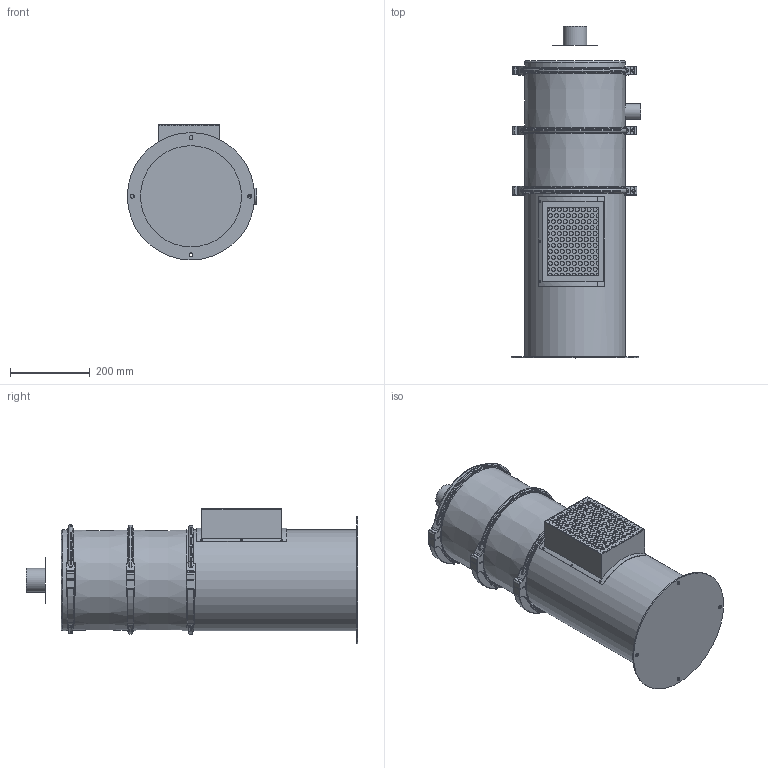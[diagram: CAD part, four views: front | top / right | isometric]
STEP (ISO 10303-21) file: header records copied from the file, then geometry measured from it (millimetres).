
FILE_DESCRIPTION(/* description */ (''),/* implementation_level */ '2;1');
FILE_NAME(/* name */ '3.stp',/* time_stamp */ '2023-01-04T08:19:25+01:00',/* author */ ('enginyeria2'),/* organization */ (''),/* preprocessor_version */ 'ST-DEVELOPER v17',/* originating_system */ 'Autodesk Inventor 2019',/* authorisation */ '');
FILE_SCHEMA (('AUTOMOTIVE_DESIGN { 1 0 10303 214 3 1 1 }'));
Products named in the file (1): Pieza1
Bounding box: 324.97 x 834 x 341.29 mm (x, y, z)
Volume: 40943620.2 mm3; surface area: 1088131.4 mm2
Topology: 1 solids, 24 shells, 1469 faces, 3671 edges, 2326 vertices
Faces by surface type: cylinder 455, plane 437, bspline 216, torus 189, cone 148, sphere 24
Full cylindrical faces by diameter (mm): 4.2 x3, 8 x6, 10 x112, 12 x1, 37 x1, 40 x1, 56.656 x1, 59.614 x1, 252.911 x1, 253 x1, 253.608 x1, 266.7 x1, 320 x1
Entity records: 56641 total; most frequent: CARTESIAN_POINT 20654, ORIENTED_EDGE 7342, DIRECTION 7185, EDGE_CURVE 3671, AXIS2_PLACEMENT_3D 2948, VERTEX_POINT 2326, CIRCLE 1664, EDGE_LOOP 1591
